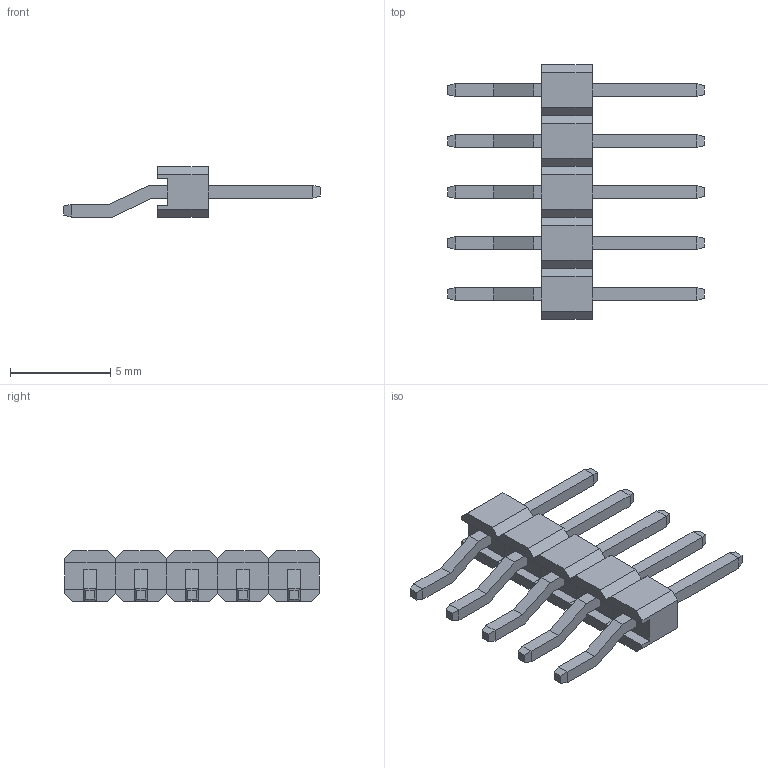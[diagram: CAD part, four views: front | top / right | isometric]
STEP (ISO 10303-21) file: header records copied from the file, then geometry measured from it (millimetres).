
FILE_DESCRIPTION(/* description */ (''),/* implementation_level */ '2;1');
FILE_NAME(/* name */ 'PinHeader_1x5_Male_RA_2.54mm.step',/* time_stamp */ '2025-10-17T18:12:57+05:30',/* author */ (''),/* organization */ (''),/* preprocessor_version */ 'ST-DEVELOPER v20.1',/* originating_system */ 'Autodesk Translation Framework v14.17.0.0',/* authorisation */ '');
FILE_SCHEMA (('AUTOMOTIVE_DESIGN { 1 0 10303 214 3 1 1 }'));
Length unit declared in the file: millimetre
Products named in the file (1): 2025-10-16-17-28-49-516
Bounding box: 12.8 x 12.7 x 2.5 mm (x, y, z)
Volume: 93.3 mm3; surface area: 348.1 mm2
Topology: 10 solids, 10 shells, 160 faces, 380 edges, 240 vertices
Faces by surface type: plane 160
Entity records: 4502 total; most frequent: CARTESIAN_POINT 781, ORIENTED_EDGE 760, DIRECTION 702, LINE 380, VECTOR 380, EDGE_CURVE 380, VERTEX_POINT 240, AXIS2_PLACEMENT_3D 161
